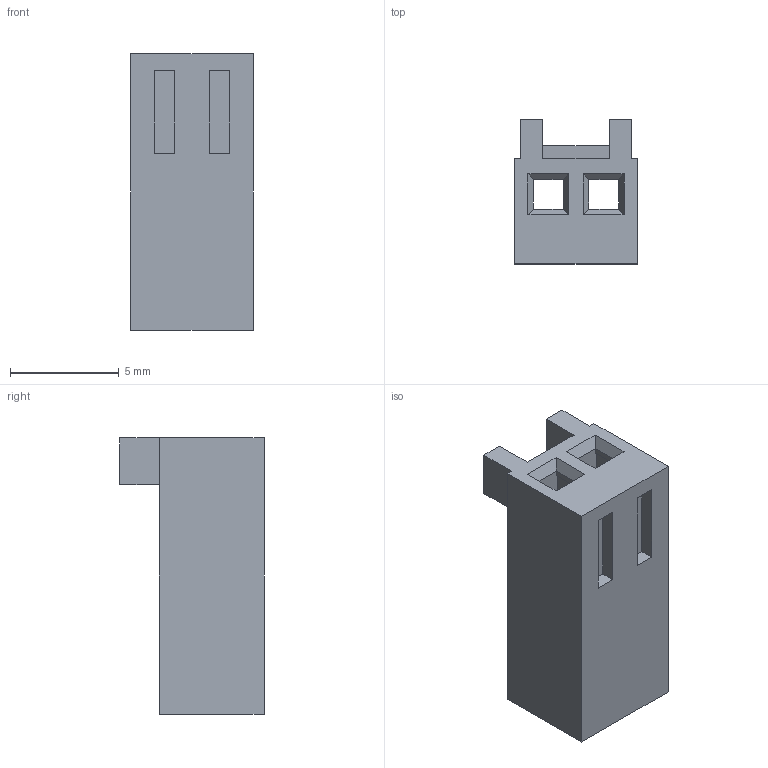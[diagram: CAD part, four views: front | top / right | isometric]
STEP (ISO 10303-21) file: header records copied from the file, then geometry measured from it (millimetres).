
FILE_DESCRIPTION((''),'2;1');
FILE_NAME('022013027','2013-10-11T',('me'),(''),'PRO/ENGINEER BY PARAMETRIC TECHNOLOGY CORPORATION, 2011490','PRO/ENGINEER BY PARAMETRIC TECHNOLOGY CORPORATION, 2011490','');
FILE_SCHEMA(('CONFIG_CONTROL_DESIGN'));
Length unit declared in the file: inch
Products named in the file (1): 022013027
Bounding box: 5.64 x 6.63 x 12.7 mm (x, y, z)
Volume: 241.2 mm3; surface area: 575.1 mm2
Topology: 1 solids, 1 shells, 56 faces, 155 edges, 110 vertices
Faces by surface type: plane 56
Entity records: 1780 total; most frequent: CARTESIAN_POINT 308, ORIENTED_EDGE 296, DIRECTION 269, VECTOR 155, LINE 155, EDGE_CURVE 148, VERTEX_POINT 96, EDGE_LOOP 62
